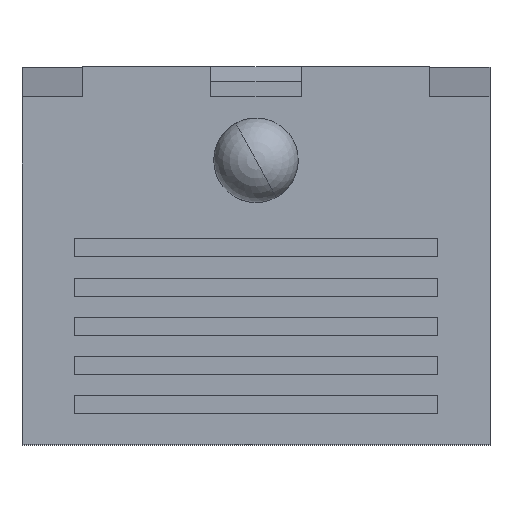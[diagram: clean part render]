
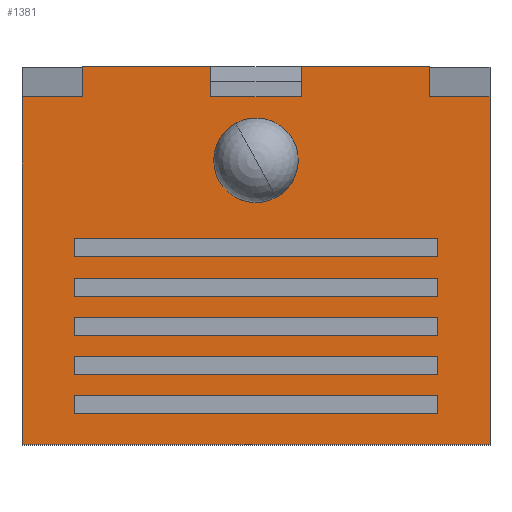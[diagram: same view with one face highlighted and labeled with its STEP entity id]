
A CAD part, top view. The second image highlights one B-rep face of the part: STEP entity #1381.
In plain terms, the highlighted planar face has unit normal (0, 0, 1).
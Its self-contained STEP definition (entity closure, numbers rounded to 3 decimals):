
#1335=AXIS2_PLACEMENT_3D('Plane Axis2P3D',#1332,#1333,#1334) ;
#57=CARTESIAN_POINT('Vertex',(0.,0.,28.)) ;
#60=CARTESIAN_POINT('Line Origine',(0.,5.75,28.)) ;
#64=CARTESIAN_POINT('Vertex',(0.,11.5,28.)) ;
#103=CARTESIAN_POINT('Vertex',(15.5,0.,28.)) ;
#106=CARTESIAN_POINT('Line Origine',(7.75,0.,28.)) ;
#124=CARTESIAN_POINT('Line Origine',(15.5,5.75,28.)) ;
#128=CARTESIAN_POINT('Vertex',(15.5,11.5,28.)) ;
#164=CARTESIAN_POINT('Line Origine',(14.5,11.5,28.)) ;
#168=CARTESIAN_POINT('Vertex',(13.5,11.5,28.)) ;
#196=CARTESIAN_POINT('Line Origine',(4.125,12.5,28.)) ;
#200=CARTESIAN_POINT('Vertex',(6.25,12.5,28.)) ;
#202=CARTESIAN_POINT('Vertex',(2.,12.5,28.)) ;
#223=CARTESIAN_POINT('Vertex',(9.25,12.5,28.)) ;
#226=CARTESIAN_POINT('Line Origine',(11.375,12.5,28.)) ;
#230=CARTESIAN_POINT('Vertex',(13.5,12.5,28.)) ;
#294=CARTESIAN_POINT('Vertex',(9.25,11.5,28.)) ;
#297=CARTESIAN_POINT('Line Origine',(9.25,12.,28.)) ;
#316=CARTESIAN_POINT('Line Origine',(7.75,11.5,28.)) ;
#320=CARTESIAN_POINT('Vertex',(6.25,11.5,28.)) ;
#348=CARTESIAN_POINT('Line Origine',(13.75,1.3,28.)) ;
#352=CARTESIAN_POINT('Vertex',(13.75,1.6,28.)) ;
#354=CARTESIAN_POINT('Vertex',(13.75,1.,28.)) ;
#389=CARTESIAN_POINT('Line Origine',(7.75,1.,28.)) ;
#393=CARTESIAN_POINT('Vertex',(1.75,1.,28.)) ;
#416=CARTESIAN_POINT('Line Origine',(13.75,2.6,28.)) ;
#420=CARTESIAN_POINT('Vertex',(13.75,2.9,28.)) ;
#422=CARTESIAN_POINT('Vertex',(13.75,2.3,28.)) ;
#457=CARTESIAN_POINT('Line Origine',(7.75,2.3,28.)) ;
#461=CARTESIAN_POINT('Vertex',(1.75,2.3,28.)) ;
#484=CARTESIAN_POINT('Line Origine',(13.75,3.9,28.)) ;
#488=CARTESIAN_POINT('Vertex',(13.75,4.2,28.)) ;
#490=CARTESIAN_POINT('Vertex',(13.75,3.6,28.)) ;
#525=CARTESIAN_POINT('Line Origine',(7.75,3.6,28.)) ;
#529=CARTESIAN_POINT('Vertex',(1.75,3.6,28.)) ;
#552=CARTESIAN_POINT('Line Origine',(13.75,5.2,28.)) ;
#556=CARTESIAN_POINT('Vertex',(13.75,5.5,28.)) ;
#558=CARTESIAN_POINT('Vertex',(13.75,4.9,28.)) ;
#593=CARTESIAN_POINT('Line Origine',(7.75,4.9,28.)) ;
#597=CARTESIAN_POINT('Vertex',(1.75,4.9,28.)) ;
#620=CARTESIAN_POINT('Line Origine',(13.75,6.5,28.)) ;
#624=CARTESIAN_POINT('Vertex',(13.75,6.8,28.)) ;
#626=CARTESIAN_POINT('Vertex',(13.75,6.2,28.)) ;
#661=CARTESIAN_POINT('Line Origine',(7.75,6.2,28.)) ;
#665=CARTESIAN_POINT('Vertex',(1.75,6.2,28.)) ;
#1070=CARTESIAN_POINT('Line Origine',(7.75,6.8,28.)) ;
#1074=CARTESIAN_POINT('Vertex',(1.75,6.8,28.)) ;
#1095=CARTESIAN_POINT('Line Origine',(1.75,6.5,28.)) ;
#1113=CARTESIAN_POINT('Line Origine',(7.75,5.5,28.)) ;
#1117=CARTESIAN_POINT('Vertex',(1.75,5.5,28.)) ;
#1133=CARTESIAN_POINT('Line Origine',(1.75,5.2,28.)) ;
#1151=CARTESIAN_POINT('Line Origine',(7.75,4.2,28.)) ;
#1155=CARTESIAN_POINT('Vertex',(1.75,4.2,28.)) ;
#1171=CARTESIAN_POINT('Line Origine',(1.75,3.9,28.)) ;
#1189=CARTESIAN_POINT('Line Origine',(7.75,2.9,28.)) ;
#1193=CARTESIAN_POINT('Vertex',(1.75,2.9,28.)) ;
#1209=CARTESIAN_POINT('Line Origine',(1.75,2.6,28.)) ;
#1227=CARTESIAN_POINT('Line Origine',(7.75,1.6,28.)) ;
#1231=CARTESIAN_POINT('Vertex',(1.75,1.6,28.)) ;
#1247=CARTESIAN_POINT('Line Origine',(1.75,1.3,28.)) ;
#1260=CARTESIAN_POINT('Line Origine',(1.,11.5,28.)) ;
#1264=CARTESIAN_POINT('Vertex',(2.,11.5,28.)) ;
#1286=CARTESIAN_POINT('Control Point',(2.,11.5,28.)) ;
#1287=CARTESIAN_POINT('Control Point',(2.,12.5,28.)) ;
#1301=CARTESIAN_POINT('Line Origine',(6.25,12.,28.)) ;
#1320=CARTESIAN_POINT('Line Origine',(13.5,12.,28.)) ;
#1332=CARTESIAN_POINT('Axis2P3D Location',(0.,0.,28.)) ;
#61=DIRECTION('Vector Direction',(0.,-1.,0.)) ;
#107=DIRECTION('Vector Direction',(1.,0.,0.)) ;
#125=DIRECTION('Vector Direction',(0.,1.,0.)) ;
#165=DIRECTION('Vector Direction',(-1.,0.,0.)) ;
#197=DIRECTION('Vector Direction',(-1.,0.,0.)) ;
#227=DIRECTION('Vector Direction',(-1.,0.,0.)) ;
#298=DIRECTION('Vector Direction',(0.,1.,0.)) ;
#317=DIRECTION('Vector Direction',(-1.,0.,0.)) ;
#349=DIRECTION('Vector Direction',(0.,1.,0.)) ;
#390=DIRECTION('Vector Direction',(-1.,0.,0.)) ;
#417=DIRECTION('Vector Direction',(0.,1.,0.)) ;
#458=DIRECTION('Vector Direction',(-1.,0.,0.)) ;
#485=DIRECTION('Vector Direction',(0.,1.,0.)) ;
#526=DIRECTION('Vector Direction',(-1.,0.,0.)) ;
#553=DIRECTION('Vector Direction',(0.,1.,0.)) ;
#594=DIRECTION('Vector Direction',(-1.,0.,0.)) ;
#621=DIRECTION('Vector Direction',(0.,1.,0.)) ;
#662=DIRECTION('Vector Direction',(-1.,0.,0.)) ;
#1071=DIRECTION('Vector Direction',(-1.,0.,0.)) ;
#1096=DIRECTION('Vector Direction',(0.,1.,0.)) ;
#1114=DIRECTION('Vector Direction',(-1.,0.,0.)) ;
#1134=DIRECTION('Vector Direction',(0.,1.,0.)) ;
#1152=DIRECTION('Vector Direction',(-1.,0.,0.)) ;
#1172=DIRECTION('Vector Direction',(0.,1.,0.)) ;
#1190=DIRECTION('Vector Direction',(-1.,0.,0.)) ;
#1210=DIRECTION('Vector Direction',(0.,1.,0.)) ;
#1228=DIRECTION('Vector Direction',(-1.,0.,0.)) ;
#1248=DIRECTION('Vector Direction',(0.,1.,0.)) ;
#1261=DIRECTION('Vector Direction',(1.,0.,0.)) ;
#1302=DIRECTION('Vector Direction',(0.,1.,0.)) ;
#1321=DIRECTION('Vector Direction',(0.,1.,0.)) ;
#1333=DIRECTION('Axis2P3D Direction',(0.,0.,1.)) ;
#1334=DIRECTION('Axis2P3D XDirection',(1.,0.,0.)) ;
#62=VECTOR('Line Direction',#61,1.) ;
#108=VECTOR('Line Direction',#107,1.) ;
#126=VECTOR('Line Direction',#125,1.) ;
#166=VECTOR('Line Direction',#165,1.) ;
#198=VECTOR('Line Direction',#197,1.) ;
#228=VECTOR('Line Direction',#227,1.) ;
#299=VECTOR('Line Direction',#298,1.) ;
#318=VECTOR('Line Direction',#317,1.) ;
#350=VECTOR('Line Direction',#349,1.) ;
#391=VECTOR('Line Direction',#390,1.) ;
#418=VECTOR('Line Direction',#417,1.) ;
#459=VECTOR('Line Direction',#458,1.) ;
#486=VECTOR('Line Direction',#485,1.) ;
#527=VECTOR('Line Direction',#526,1.) ;
#554=VECTOR('Line Direction',#553,1.) ;
#595=VECTOR('Line Direction',#594,1.) ;
#622=VECTOR('Line Direction',#621,1.) ;
#663=VECTOR('Line Direction',#662,1.) ;
#1072=VECTOR('Line Direction',#1071,1.) ;
#1097=VECTOR('Line Direction',#1096,1.) ;
#1115=VECTOR('Line Direction',#1114,1.) ;
#1135=VECTOR('Line Direction',#1134,1.) ;
#1153=VECTOR('Line Direction',#1152,1.) ;
#1173=VECTOR('Line Direction',#1172,1.) ;
#1191=VECTOR('Line Direction',#1190,1.) ;
#1211=VECTOR('Line Direction',#1210,1.) ;
#1229=VECTOR('Line Direction',#1228,1.) ;
#1249=VECTOR('Line Direction',#1248,1.) ;
#1262=VECTOR('Line Direction',#1261,1.) ;
#1303=VECTOR('Line Direction',#1302,1.) ;
#1322=VECTOR('Line Direction',#1321,1.) ;
#1338=ORIENTED_EDGE('',*,*,#66,.T.) ;
#1339=ORIENTED_EDGE('',*,*,#110,.T.) ;
#1340=ORIENTED_EDGE('',*,*,#130,.T.) ;
#1341=ORIENTED_EDGE('',*,*,#170,.T.) ;
#1342=ORIENTED_EDGE('',*,*,#1324,.F.) ;
#1343=ORIENTED_EDGE('',*,*,#232,.T.) ;
#1344=ORIENTED_EDGE('',*,*,#301,.T.) ;
#1345=ORIENTED_EDGE('',*,*,#322,.T.) ;
#1346=ORIENTED_EDGE('',*,*,#1305,.F.) ;
#1347=ORIENTED_EDGE('',*,*,#204,.T.) ;
#1348=ORIENTED_EDGE('',*,*,#1288,.F.) ;
#1349=ORIENTED_EDGE('',*,*,#1266,.F.) ;
#1352=ORIENTED_EDGE('',*,*,#1076,.F.) ;
#1353=ORIENTED_EDGE('',*,*,#628,.T.) ;
#1354=ORIENTED_EDGE('',*,*,#667,.T.) ;
#1355=ORIENTED_EDGE('',*,*,#1099,.F.) ;
#1358=ORIENTED_EDGE('',*,*,#1195,.F.) ;
#1359=ORIENTED_EDGE('',*,*,#424,.T.) ;
#1360=ORIENTED_EDGE('',*,*,#463,.T.) ;
#1361=ORIENTED_EDGE('',*,*,#1213,.F.) ;
#1364=ORIENTED_EDGE('',*,*,#1233,.F.) ;
#1365=ORIENTED_EDGE('',*,*,#356,.T.) ;
#1366=ORIENTED_EDGE('',*,*,#395,.T.) ;
#1367=ORIENTED_EDGE('',*,*,#1251,.F.) ;
#1370=ORIENTED_EDGE('',*,*,#492,.T.) ;
#1371=ORIENTED_EDGE('',*,*,#531,.T.) ;
#1372=ORIENTED_EDGE('',*,*,#1175,.F.) ;
#1373=ORIENTED_EDGE('',*,*,#1157,.F.) ;
#1376=ORIENTED_EDGE('',*,*,#560,.T.) ;
#1377=ORIENTED_EDGE('',*,*,#599,.T.) ;
#1378=ORIENTED_EDGE('',*,*,#1137,.F.) ;
#1379=ORIENTED_EDGE('',*,*,#1119,.F.) ;
#1356=FACE_BOUND('',#1351,.T.) ;
#1362=FACE_BOUND('',#1357,.T.) ;
#1368=FACE_BOUND('',#1363,.T.) ;
#1374=FACE_BOUND('',#1369,.T.) ;
#1380=FACE_BOUND('',#1375,.T.) ;
#1381=ADVANCED_FACE('RIM-MODUL',(#1350,#1356,#1362,#1368,#1374,#1380),#1336,.T.) ;
#1285=B_SPLINE_CURVE_WITH_KNOTS('',1,(#1286,#1287),.UNSPECIFIED.,.F.,.U.,(2,2),(0.,1.),.UNSPECIFIED.) ;
#66=EDGE_CURVE('',#65,#58,#63,.T.) ;
#110=EDGE_CURVE('',#58,#104,#109,.T.) ;
#130=EDGE_CURVE('',#104,#129,#127,.T.) ;
#170=EDGE_CURVE('',#129,#169,#167,.T.) ;
#204=EDGE_CURVE('',#201,#203,#199,.T.) ;
#232=EDGE_CURVE('',#231,#224,#229,.T.) ;
#301=EDGE_CURVE('',#224,#295,#300,.F.) ;
#322=EDGE_CURVE('',#295,#321,#319,.T.) ;
#356=EDGE_CURVE('',#353,#355,#351,.F.) ;
#395=EDGE_CURVE('',#355,#394,#392,.T.) ;
#424=EDGE_CURVE('',#421,#423,#419,.F.) ;
#463=EDGE_CURVE('',#423,#462,#460,.T.) ;
#492=EDGE_CURVE('',#489,#491,#487,.F.) ;
#531=EDGE_CURVE('',#491,#530,#528,.T.) ;
#560=EDGE_CURVE('',#557,#559,#555,.F.) ;
#599=EDGE_CURVE('',#559,#598,#596,.T.) ;
#628=EDGE_CURVE('',#625,#627,#623,.F.) ;
#667=EDGE_CURVE('',#627,#666,#664,.T.) ;
#1076=EDGE_CURVE('',#625,#1075,#1073,.T.) ;
#1099=EDGE_CURVE('',#1075,#666,#1098,.F.) ;
#1119=EDGE_CURVE('',#557,#1118,#1116,.T.) ;
#1137=EDGE_CURVE('',#1118,#598,#1136,.F.) ;
#1157=EDGE_CURVE('',#489,#1156,#1154,.T.) ;
#1175=EDGE_CURVE('',#1156,#530,#1174,.F.) ;
#1195=EDGE_CURVE('',#421,#1194,#1192,.T.) ;
#1213=EDGE_CURVE('',#1194,#462,#1212,.F.) ;
#1233=EDGE_CURVE('',#353,#1232,#1230,.T.) ;
#1251=EDGE_CURVE('',#1232,#394,#1250,.F.) ;
#1266=EDGE_CURVE('',#65,#1265,#1263,.T.) ;
#1288=EDGE_CURVE('',#1265,#203,#1285,.T.) ;
#1305=EDGE_CURVE('',#201,#321,#1304,.F.) ;
#1324=EDGE_CURVE('',#231,#169,#1323,.F.) ;
#1337=EDGE_LOOP('',(#1338,#1339,#1340,#1341,#1342,#1343,#1344,#1345,#1346,#1347,#1348,#1349)) ;
#1351=EDGE_LOOP('',(#1352,#1353,#1354,#1355)) ;
#1357=EDGE_LOOP('',(#1358,#1359,#1360,#1361)) ;
#1363=EDGE_LOOP('',(#1364,#1365,#1366,#1367)) ;
#1369=EDGE_LOOP('',(#1370,#1371,#1372,#1373)) ;
#1375=EDGE_LOOP('',(#1376,#1377,#1378,#1379)) ;
#1350=FACE_OUTER_BOUND('',#1337,.T.) ;
#63=LINE('Line',#60,#62) ;
#109=LINE('Line',#106,#108) ;
#127=LINE('Line',#124,#126) ;
#167=LINE('Line',#164,#166) ;
#199=LINE('Line',#196,#198) ;
#229=LINE('Line',#226,#228) ;
#300=LINE('Line',#297,#299) ;
#319=LINE('Line',#316,#318) ;
#351=LINE('Line',#348,#350) ;
#392=LINE('Line',#389,#391) ;
#419=LINE('Line',#416,#418) ;
#460=LINE('Line',#457,#459) ;
#487=LINE('Line',#484,#486) ;
#528=LINE('Line',#525,#527) ;
#555=LINE('Line',#552,#554) ;
#596=LINE('Line',#593,#595) ;
#623=LINE('Line',#620,#622) ;
#664=LINE('Line',#661,#663) ;
#1073=LINE('Line',#1070,#1072) ;
#1098=LINE('Line',#1095,#1097) ;
#1116=LINE('Line',#1113,#1115) ;
#1136=LINE('Line',#1133,#1135) ;
#1154=LINE('Line',#1151,#1153) ;
#1174=LINE('Line',#1171,#1173) ;
#1192=LINE('Line',#1189,#1191) ;
#1212=LINE('Line',#1209,#1211) ;
#1230=LINE('Line',#1227,#1229) ;
#1250=LINE('Line',#1247,#1249) ;
#1263=LINE('Line',#1260,#1262) ;
#1304=LINE('Line',#1301,#1303) ;
#1323=LINE('Line',#1320,#1322) ;
#1336=PLANE('',#1335) ;
#58=VERTEX_POINT('',#57) ;
#65=VERTEX_POINT('',#64) ;
#104=VERTEX_POINT('',#103) ;
#129=VERTEX_POINT('',#128) ;
#169=VERTEX_POINT('',#168) ;
#201=VERTEX_POINT('',#200) ;
#203=VERTEX_POINT('',#202) ;
#224=VERTEX_POINT('',#223) ;
#231=VERTEX_POINT('',#230) ;
#295=VERTEX_POINT('',#294) ;
#321=VERTEX_POINT('',#320) ;
#353=VERTEX_POINT('',#352) ;
#355=VERTEX_POINT('',#354) ;
#394=VERTEX_POINT('',#393) ;
#421=VERTEX_POINT('',#420) ;
#423=VERTEX_POINT('',#422) ;
#462=VERTEX_POINT('',#461) ;
#489=VERTEX_POINT('',#488) ;
#491=VERTEX_POINT('',#490) ;
#530=VERTEX_POINT('',#529) ;
#557=VERTEX_POINT('',#556) ;
#559=VERTEX_POINT('',#558) ;
#598=VERTEX_POINT('',#597) ;
#625=VERTEX_POINT('',#624) ;
#627=VERTEX_POINT('',#626) ;
#666=VERTEX_POINT('',#665) ;
#1075=VERTEX_POINT('',#1074) ;
#1118=VERTEX_POINT('',#1117) ;
#1156=VERTEX_POINT('',#1155) ;
#1194=VERTEX_POINT('',#1193) ;
#1232=VERTEX_POINT('',#1231) ;
#1265=VERTEX_POINT('',#1264) ;
